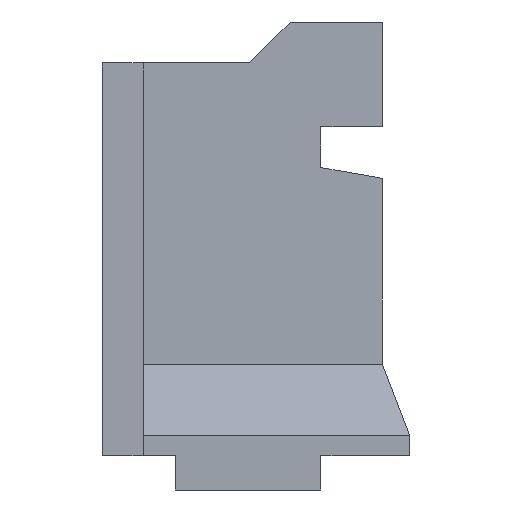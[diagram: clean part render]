
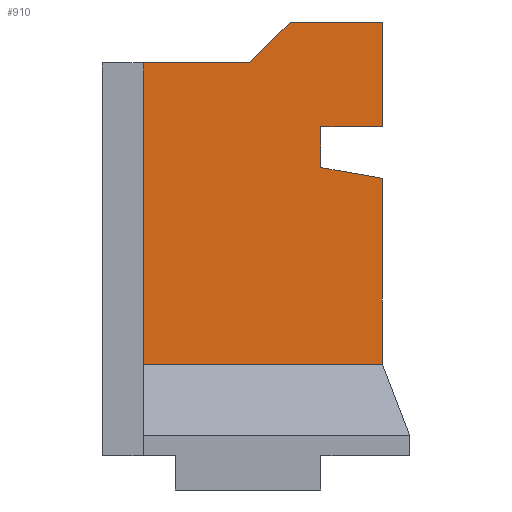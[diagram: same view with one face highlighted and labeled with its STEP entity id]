
A CAD part, left-side view. The second image highlights one B-rep face of the part: STEP entity #910.
In plain terms, the highlighted planar face has unit normal (-1, 0, 0).
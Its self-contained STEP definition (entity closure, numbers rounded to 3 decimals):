
#674 = EDGE_CURVE ( 'NONE', #979, #675, #3205, .T. ) ;
#675 = VERTEX_POINT ( 'NONE', #3201 ) ;
#676 = ORIENTED_EDGE ( 'NONE', *, *, #677, .F. ) ;
#677 = EDGE_CURVE ( 'NONE', #1156, #675, #3200, .T. ) ;
#901 = EDGE_LOOP ( 'NONE', ( #902, #978, #676, #1157, #1160, #1163, #1166, #1169, #1014, #1001 ) ) ;
#902 = ORIENTED_EDGE ( 'NONE', *, *, #903, .F. ) ;
#903 = EDGE_CURVE ( 'NONE', #979, #980, #3575, .T. ) ;
#910 = ADVANCED_FACE ( 'NONE', ( #3565 ), #3564, .F. ) ;
#978 = ORIENTED_EDGE ( 'NONE', *, *, #674, .T. ) ;
#979 = VERTEX_POINT ( 'NONE', #3705 ) ;
#980 = VERTEX_POINT ( 'NONE', #3704 ) ;
#999 = EDGE_CURVE ( 'NONE', #1000, #1171, #3734, .T. ) ;
#1000 = VERTEX_POINT ( 'NONE', #3730 ) ;
#1001 = ORIENTED_EDGE ( 'NONE', *, *, #1002, .F. ) ;
#1002 = EDGE_CURVE ( 'NONE', #980, #1000, #3729, .T. ) ;
#1014 = ORIENTED_EDGE ( 'NONE', *, *, #999, .F. ) ;
#1156 = VERTEX_POINT ( 'NONE', #2475 ) ;
#1157 = ORIENTED_EDGE ( 'NONE', *, *, #1158, .F. ) ;
#1158 = EDGE_CURVE ( 'NONE', #1159, #1156, #2473, .T. ) ;
#1159 = VERTEX_POINT ( 'NONE', #2534 ) ;
#1160 = ORIENTED_EDGE ( 'NONE', *, *, #1161, .F. ) ;
#1161 = EDGE_CURVE ( 'NONE', #1162, #1159, #2533, .T. ) ;
#1162 = VERTEX_POINT ( 'NONE', #2529 ) ;
#1163 = ORIENTED_EDGE ( 'NONE', *, *, #1164, .F. ) ;
#1164 = EDGE_CURVE ( 'NONE', #1165, #1162, #2528, .T. ) ;
#1165 = VERTEX_POINT ( 'NONE', #2524 ) ;
#1166 = ORIENTED_EDGE ( 'NONE', *, *, #1167, .F. ) ;
#1167 = EDGE_CURVE ( 'NONE', #1168, #1165, #2523, .T. ) ;
#1168 = VERTEX_POINT ( 'NONE', #2519 ) ;
#1169 = ORIENTED_EDGE ( 'NONE', *, *, #1170, .F. ) ;
#1170 = EDGE_CURVE ( 'NONE', #1171, #1168, #2518, .T. ) ;
#1171 = VERTEX_POINT ( 'NONE', #2514 ) ;
#2470 = DIRECTION ( 'NONE',  ( 0., -0.985, -0.174 ) ) ;
#2471 = VECTOR ( 'NONE', #2470, 1000. ) ;
#2472 = CARTESIAN_POINT ( 'NONE',  ( -10.55, 0.975, 1.136 ) ) ;
#2473 = LINE ( 'NONE', #2472, #2471 ) ;
#2475 = CARTESIAN_POINT ( 'NONE',  ( -10.55, 0.975, 1.136 ) ) ;
#2514 = CARTESIAN_POINT ( 'NONE',  ( -10.55, 2.325, 3.425 ) ) ;
#2515 = DIRECTION ( 'NONE',  ( 0., -1., 0. ) ) ;
#2516 = VECTOR ( 'NONE', #2515, 1000. ) ;
#2517 = CARTESIAN_POINT ( 'NONE',  ( -10.55, 5.075, 3.425 ) ) ;
#2518 = LINE ( 'NONE', #2517, #2516 ) ;
#2519 = CARTESIAN_POINT ( 'NONE',  ( -10.55, 0.975, 3.425 ) ) ;
#2520 = DIRECTION ( 'NONE',  ( 0., 0., -1. ) ) ;
#2521 = VECTOR ( 'NONE', #2520, 1000. ) ;
#2522 = CARTESIAN_POINT ( 'NONE',  ( -10.55, 0.975, 1.895 ) ) ;
#2523 = LINE ( 'NONE', #2522, #2521 ) ;
#2524 = CARTESIAN_POINT ( 'NONE',  ( -10.55, 0.975, 1.895 ) ) ;
#2525 = DIRECTION ( 'NONE',  ( 0., 1., 0. ) ) ;
#2526 = VECTOR ( 'NONE', #2525, 1000. ) ;
#2527 = CARTESIAN_POINT ( 'NONE',  ( -10.55, 1.875, 1.895 ) ) ;
#2528 = LINE ( 'NONE', #2527, #2526 ) ;
#2529 = CARTESIAN_POINT ( 'NONE',  ( -10.55, 1.875, 1.895 ) ) ;
#2530 = DIRECTION ( 'NONE',  ( 0., 0., -1. ) ) ;
#2531 = VECTOR ( 'NONE', #2530, 1000. ) ;
#2532 = CARTESIAN_POINT ( 'NONE',  ( -10.55, 1.875, 1.295 ) ) ;
#2533 = LINE ( 'NONE', #2532, #2531 ) ;
#2534 = CARTESIAN_POINT ( 'NONE',  ( -10.55, 1.875, 1.295 ) ) ;
#3197 = DIRECTION ( 'NONE',  ( 0., 0., -1. ) ) ;
#3198 = VECTOR ( 'NONE', #3197, 1000. ) ;
#3199 = CARTESIAN_POINT ( 'NONE',  ( -10.55, 0.975, -0.138 ) ) ;
#3200 = LINE ( 'NONE', #3199, #3198 ) ;
#3201 = CARTESIAN_POINT ( 'NONE',  ( -10.55, 0.975, -1.586 ) ) ;
#3202 = DIRECTION ( 'NONE',  ( 0., -1., 0. ) ) ;
#3203 = VECTOR ( 'NONE', #3202, 1000. ) ;
#3204 = CARTESIAN_POINT ( 'NONE',  ( -10.55, 5.075, -1.586 ) ) ;
#3205 = LINE ( 'NONE', #3204, #3203 ) ;
#3560 = DIRECTION ( 'NONE',  ( 0., 0., -1. ) ) ;
#3561 = DIRECTION ( 'NONE',  ( 1., 0., 0. ) ) ;
#3562 = CARTESIAN_POINT ( 'NONE',  ( -10.55, 5.075, -1.586 ) ) ;
#3563 = AXIS2_PLACEMENT_3D ( 'NONE', #3562, #3561, #3560 ) ;
#3564 = PLANE ( 'NONE',  #3563 ) ;
#3565 = FACE_OUTER_BOUND ( 'NONE', #901, .T. ) ;
#3572 = DIRECTION ( 'NONE',  ( 0., 0., 1. ) ) ;
#3573 = VECTOR ( 'NONE', #3572, 1000. ) ;
#3574 = CARTESIAN_POINT ( 'NONE',  ( -10.55, 4.475, -1.586 ) ) ;
#3575 = LINE ( 'NONE', #3574, #3573 ) ;
#3704 = CARTESIAN_POINT ( 'NONE',  ( -10.55, 4.475, 2.825 ) ) ;
#3705 = CARTESIAN_POINT ( 'NONE',  ( -10.55, 4.475, -1.586 ) ) ;
#3726 = DIRECTION ( 'NONE',  ( 0., -1., 0. ) ) ;
#3727 = VECTOR ( 'NONE', #3726, 1000. ) ;
#3728 = CARTESIAN_POINT ( 'NONE',  ( -10.55, 2.925, 2.825 ) ) ;
#3729 = LINE ( 'NONE', #3728, #3727 ) ;
#3730 = CARTESIAN_POINT ( 'NONE',  ( -10.55, 2.925, 2.825 ) ) ;
#3731 = DIRECTION ( 'NONE',  ( 0., -0.707, 0.707 ) ) ;
#3732 = VECTOR ( 'NONE', #3731, 1000. ) ;
#3733 = CARTESIAN_POINT ( 'NONE',  ( -10.55, 2.325, 3.425 ) ) ;
#3734 = LINE ( 'NONE', #3733, #3732 ) ;
